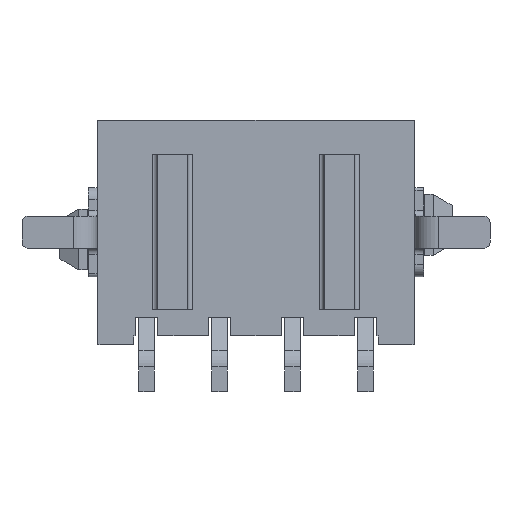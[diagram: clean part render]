
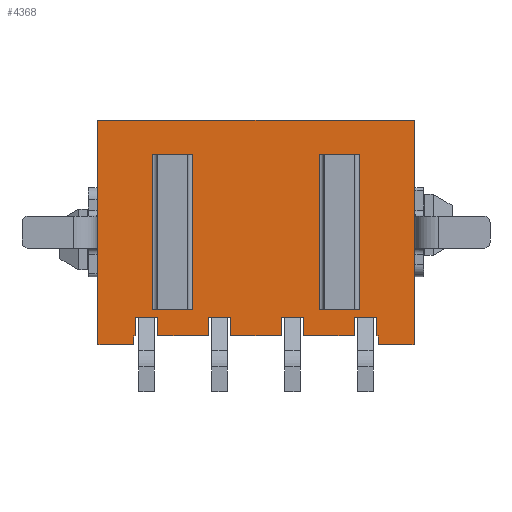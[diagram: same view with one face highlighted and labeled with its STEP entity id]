
A CAD part, front view. The second image highlights one B-rep face of the part: STEP entity #4368.
In plain terms, the highlighted planar face has unit normal (0, -1, 0).
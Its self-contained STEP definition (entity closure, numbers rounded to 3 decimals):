
#72=DIRECTION('',(0.,0.,-1.));
#73=VECTOR('',#72,9.24);
#74=CARTESIAN_POINT('',(-6.5,-1.93,0.));
#75=LINE('',#74,#73);
#120=DIRECTION('',(0.,0.,1.));
#121=VECTOR('',#120,0.76);
#122=CARTESIAN_POINT('',(-4.965,-1.93,-8.87));
#123=LINE('',#122,#121);
#124=DIRECTION('',(1.,0.,0.));
#125=VECTOR('',#124,0.07);
#126=CARTESIAN_POINT('',(-5.035,-1.93,-8.87));
#127=LINE('',#126,#125);
#128=DIRECTION('',(0.,0.,1.));
#129=VECTOR('',#128,0.37);
#130=CARTESIAN_POINT('',(-5.035,-1.93,-9.24));
#131=LINE('',#130,#129);
#132=DIRECTION('',(1.,0.,0.));
#133=VECTOR('',#132,13.);
#134=CARTESIAN_POINT('',(-6.5,-1.93,0.));
#135=LINE('',#134,#133);
#136=DIRECTION('',(0.,0.,1.));
#137=VECTOR('',#136,0.37);
#138=CARTESIAN_POINT('',(5.035,-1.93,-9.24));
#139=LINE('',#138,#137);
#140=DIRECTION('',(1.,0.,0.));
#141=VECTOR('',#140,0.07);
#142=CARTESIAN_POINT('',(4.965,-1.93,-8.87));
#143=LINE('',#142,#141);
#144=DIRECTION('',(0.,0.,-1.));
#145=VECTOR('',#144,0.76);
#146=CARTESIAN_POINT('',(4.965,-1.93,-8.11));
#147=LINE('',#146,#145);
#148=DIRECTION('',(1.,0.,0.));
#149=VECTOR('',#148,0.93);
#150=CARTESIAN_POINT('',(4.035,-1.93,-8.11));
#151=LINE('',#150,#149);
#152=DIRECTION('',(0.,0.,1.));
#153=VECTOR('',#152,0.76);
#154=CARTESIAN_POINT('',(4.035,-1.93,-8.87));
#155=LINE('',#154,#153);
#156=DIRECTION('',(1.,0.,0.));
#157=VECTOR('',#156,2.07);
#158=CARTESIAN_POINT('',(1.965,-1.93,-8.87));
#159=LINE('',#158,#157);
#160=DIRECTION('',(0.,0.,-1.));
#161=VECTOR('',#160,0.76);
#162=CARTESIAN_POINT('',(1.965,-1.93,-8.11));
#163=LINE('',#162,#161);
#164=DIRECTION('',(1.,0.,0.));
#165=VECTOR('',#164,0.93);
#166=CARTESIAN_POINT('',(1.035,-1.93,-8.11));
#167=LINE('',#166,#165);
#168=DIRECTION('',(0.,0.,1.));
#169=VECTOR('',#168,0.76);
#170=CARTESIAN_POINT('',(1.035,-1.93,-8.87));
#171=LINE('',#170,#169);
#172=DIRECTION('',(1.,0.,0.));
#173=VECTOR('',#172,2.07);
#174=CARTESIAN_POINT('',(-1.035,-1.93,-8.87));
#175=LINE('',#174,#173);
#176=DIRECTION('',(0.,0.,-1.));
#177=VECTOR('',#176,0.76);
#178=CARTESIAN_POINT('',(-1.035,-1.93,-8.11));
#179=LINE('',#178,#177);
#180=DIRECTION('',(1.,0.,0.));
#181=VECTOR('',#180,0.93);
#182=CARTESIAN_POINT('',(-1.965,-1.93,-8.11));
#183=LINE('',#182,#181);
#184=DIRECTION('',(0.,0.,1.));
#185=VECTOR('',#184,0.76);
#186=CARTESIAN_POINT('',(-1.965,-1.93,-8.87));
#187=LINE('',#186,#185);
#188=DIRECTION('',(1.,0.,0.));
#189=VECTOR('',#188,2.07);
#190=CARTESIAN_POINT('',(-4.035,-1.93,-8.87));
#191=LINE('',#190,#189);
#192=DIRECTION('',(0.,0.,-1.));
#193=VECTOR('',#192,0.76);
#194=CARTESIAN_POINT('',(-4.035,-1.93,-8.11));
#195=LINE('',#194,#193);
#196=DIRECTION('',(1.,0.,0.));
#197=VECTOR('',#196,0.93);
#198=CARTESIAN_POINT('',(-4.965,-1.93,-8.11));
#199=LINE('',#198,#197);
#200=DIRECTION('',(0.,0.,-1.));
#201=VECTOR('',#200,6.4);
#202=CARTESIAN_POINT('',(-4.25,-1.93,-1.4));
#203=LINE('',#202,#201);
#204=DIRECTION('',(0.,0.,1.));
#205=VECTOR('',#204,6.4);
#206=CARTESIAN_POINT('',(-2.6,-1.93,-7.8));
#207=LINE('',#206,#205);
#208=DIRECTION('',(0.,0.,-1.));
#209=VECTOR('',#208,6.4);
#210=CARTESIAN_POINT('',(2.6,-1.93,-1.4));
#211=LINE('',#210,#209);
#212=DIRECTION('',(0.,0.,1.));
#213=VECTOR('',#212,6.4);
#214=CARTESIAN_POINT('',(4.25,-1.93,-7.8));
#215=LINE('',#214,#213);
#504=DIRECTION('',(1.,0.,0.));
#505=VECTOR('',#504,1.465);
#506=CARTESIAN_POINT('',(-6.5,-1.93,-9.24));
#507=LINE('',#506,#505);
#512=DIRECTION('',(1.,0.,0.));
#513=VECTOR('',#512,1.465);
#514=CARTESIAN_POINT('',(5.035,-1.93,-9.24));
#515=LINE('',#514,#513);
#584=DIRECTION('',(0.,0.,-1.));
#585=VECTOR('',#584,9.24);
#586=CARTESIAN_POINT('',(6.5,-1.93,0.));
#587=LINE('',#586,#585);
#3142=DIRECTION('',(1.,0.,0.));
#3143=VECTOR('',#3142,1.65);
#3144=CARTESIAN_POINT('',(-4.25,-1.93,-1.4));
#3145=LINE('',#3144,#3143);
#3208=DIRECTION('',(1.,0.,0.));
#3209=VECTOR('',#3208,1.65);
#3210=CARTESIAN_POINT('',(2.6,-1.93,-1.4));
#3211=LINE('',#3210,#3209);
#3226=DIRECTION('',(-1.,0.,0.));
#3227=VECTOR('',#3226,1.65);
#3228=CARTESIAN_POINT('',(4.25,-1.93,-7.8));
#3229=LINE('',#3228,#3227);
#3260=DIRECTION('',(-1.,0.,0.));
#3261=VECTOR('',#3260,1.65);
#3262=CARTESIAN_POINT('',(-2.6,-1.93,-7.8));
#3263=LINE('',#3262,#3261);
#3268=CARTESIAN_POINT('',(-6.5,-1.93,0.));
#3269=CARTESIAN_POINT('',(-6.5,-1.93,-9.24));
#3270=VERTEX_POINT('',#3268);
#3271=VERTEX_POINT('',#3269);
#3284=CARTESIAN_POINT('',(6.5,-1.93,0.));
#3285=CARTESIAN_POINT('',(6.5,-1.93,-9.24));
#3286=VERTEX_POINT('',#3284);
#3287=VERTEX_POINT('',#3285);
#3300=CARTESIAN_POINT('',(-5.035,-1.93,-9.24));
#3301=CARTESIAN_POINT('',(-5.035,-1.93,-8.87));
#3302=VERTEX_POINT('',#3300);
#3303=VERTEX_POINT('',#3301);
#3304=CARTESIAN_POINT('',(5.035,-1.93,-9.24));
#3305=CARTESIAN_POINT('',(5.035,-1.93,-8.87));
#3306=VERTEX_POINT('',#3304);
#3307=VERTEX_POINT('',#3305);
#3384=CARTESIAN_POINT('',(4.035,-1.93,-8.87));
#3385=CARTESIAN_POINT('',(4.035,-1.93,-8.11));
#3386=VERTEX_POINT('',#3384);
#3387=VERTEX_POINT('',#3385);
#3388=CARTESIAN_POINT('',(4.965,-1.93,-8.11));
#3389=VERTEX_POINT('',#3388);
#3390=CARTESIAN_POINT('',(4.965,-1.93,-8.87));
#3391=VERTEX_POINT('',#3390);
#3416=CARTESIAN_POINT('',(1.035,-1.93,-8.87));
#3417=CARTESIAN_POINT('',(1.035,-1.93,-8.11));
#3418=VERTEX_POINT('',#3416);
#3419=VERTEX_POINT('',#3417);
#3420=CARTESIAN_POINT('',(1.965,-1.93,-8.11));
#3421=VERTEX_POINT('',#3420);
#3422=CARTESIAN_POINT('',(1.965,-1.93,-8.87));
#3423=VERTEX_POINT('',#3422);
#3740=CARTESIAN_POINT('',(-4.25,-1.93,-1.4));
#3741=CARTESIAN_POINT('',(-4.25,-1.93,-7.8));
#3742=VERTEX_POINT('',#3740);
#3743=VERTEX_POINT('',#3741);
#3748=CARTESIAN_POINT('',(-2.6,-1.93,-7.8));
#3749=CARTESIAN_POINT('',(-2.6,-1.93,-1.4));
#3750=VERTEX_POINT('',#3748);
#3751=VERTEX_POINT('',#3749);
#3756=CARTESIAN_POINT('',(2.6,-1.93,-1.4));
#3757=CARTESIAN_POINT('',(2.6,-1.93,-7.8));
#3758=VERTEX_POINT('',#3756);
#3759=VERTEX_POINT('',#3757);
#3764=CARTESIAN_POINT('',(4.25,-1.93,-7.8));
#3765=CARTESIAN_POINT('',(4.25,-1.93,-1.4));
#3766=VERTEX_POINT('',#3764);
#3767=VERTEX_POINT('',#3765);
#4044=CARTESIAN_POINT('',(-1.965,-1.93,-8.87));
#4045=CARTESIAN_POINT('',(-1.965,-1.93,-8.11));
#4046=VERTEX_POINT('',#4044);
#4047=VERTEX_POINT('',#4045);
#4048=CARTESIAN_POINT('',(-1.035,-1.93,-8.11));
#4049=VERTEX_POINT('',#4048);
#4050=CARTESIAN_POINT('',(-1.035,-1.93,-8.87));
#4051=VERTEX_POINT('',#4050);
#4148=CARTESIAN_POINT('',(-4.965,-1.93,-8.87));
#4149=CARTESIAN_POINT('',(-4.965,-1.93,-8.11));
#4150=VERTEX_POINT('',#4148);
#4151=VERTEX_POINT('',#4149);
#4152=CARTESIAN_POINT('',(-4.035,-1.93,-8.11));
#4153=VERTEX_POINT('',#4152);
#4154=CARTESIAN_POINT('',(-4.035,-1.93,-8.87));
#4155=VERTEX_POINT('',#4154);
#4294=CARTESIAN_POINT('',(-6.5,-1.93,0.));
#4295=DIRECTION('',(0.,-1.,0.));
#4296=DIRECTION('',(0.,0.,-1.));
#4297=AXIS2_PLACEMENT_3D('',#4294,#4295,#4296);
#4298=PLANE('',#4297);
#4300=ORIENTED_EDGE('',*,*,#4299,.F.);
#4302=ORIENTED_EDGE('',*,*,#4301,.F.);
#4304=ORIENTED_EDGE('',*,*,#4303,.F.);
#4306=ORIENTED_EDGE('',*,*,#4305,.F.);
#4307=ORIENTED_EDGE('',*,*,#4257,.F.);
#4309=ORIENTED_EDGE('',*,*,#4308,.T.);
#4311=ORIENTED_EDGE('',*,*,#4310,.T.);
#4313=ORIENTED_EDGE('',*,*,#4312,.F.);
#4315=ORIENTED_EDGE('',*,*,#4314,.T.);
#4317=ORIENTED_EDGE('',*,*,#4316,.F.);
#4319=ORIENTED_EDGE('',*,*,#4318,.F.);
#4321=ORIENTED_EDGE('',*,*,#4320,.F.);
#4323=ORIENTED_EDGE('',*,*,#4322,.F.);
#4325=ORIENTED_EDGE('',*,*,#4324,.F.);
#4327=ORIENTED_EDGE('',*,*,#4326,.F.);
#4329=ORIENTED_EDGE('',*,*,#4328,.F.);
#4331=ORIENTED_EDGE('',*,*,#4330,.F.);
#4333=ORIENTED_EDGE('',*,*,#4332,.F.);
#4335=ORIENTED_EDGE('',*,*,#4334,.F.);
#4337=ORIENTED_EDGE('',*,*,#4336,.F.);
#4339=ORIENTED_EDGE('',*,*,#4338,.F.);
#4341=ORIENTED_EDGE('',*,*,#4340,.F.);
#4343=ORIENTED_EDGE('',*,*,#4342,.F.);
#4345=ORIENTED_EDGE('',*,*,#4344,.F.);
#4346=EDGE_LOOP('',(#4300,#4302,#4304,#4306,#4307,#4309,#4311,#4313,#4315,#4317,
#4319,#4321,#4323,#4325,#4327,#4329,#4331,#4333,#4335,#4337,#4339,#4341,#4343,
#4345));
#4347=FACE_OUTER_BOUND('',#4346,.F.);
#4349=ORIENTED_EDGE('',*,*,#4348,.T.);
#4351=ORIENTED_EDGE('',*,*,#4350,.F.);
#4353=ORIENTED_EDGE('',*,*,#4352,.T.);
#4355=ORIENTED_EDGE('',*,*,#4354,.F.);
#4356=EDGE_LOOP('',(#4349,#4351,#4353,#4355));
#4357=FACE_BOUND('',#4356,.F.);
#4359=ORIENTED_EDGE('',*,*,#4358,.T.);
#4361=ORIENTED_EDGE('',*,*,#4360,.F.);
#4363=ORIENTED_EDGE('',*,*,#4362,.T.);
#4365=ORIENTED_EDGE('',*,*,#4364,.F.);
#4366=EDGE_LOOP('',(#4359,#4361,#4363,#4365));
#4367=FACE_BOUND('',#4366,.F.);
#4368=ADVANCED_FACE('',(#4347,#4357,#4367),#4298,.T.);
#4257=EDGE_CURVE('',#3270,#3271,#75,.T.);
#4299=EDGE_CURVE('',#4150,#4151,#123,.T.);
#4301=EDGE_CURVE('',#3303,#4150,#127,.T.);
#4303=EDGE_CURVE('',#3302,#3303,#131,.T.);
#4305=EDGE_CURVE('',#3271,#3302,#507,.T.);
#4308=EDGE_CURVE('',#3270,#3286,#135,.T.);
#4310=EDGE_CURVE('',#3286,#3287,#587,.T.);
#4312=EDGE_CURVE('',#3306,#3287,#515,.T.);
#4314=EDGE_CURVE('',#3306,#3307,#139,.T.);
#4316=EDGE_CURVE('',#3391,#3307,#143,.T.);
#4318=EDGE_CURVE('',#3389,#3391,#147,.T.);
#4320=EDGE_CURVE('',#3387,#3389,#151,.T.);
#4322=EDGE_CURVE('',#3386,#3387,#155,.T.);
#4324=EDGE_CURVE('',#3423,#3386,#159,.T.);
#4326=EDGE_CURVE('',#3421,#3423,#163,.T.);
#4328=EDGE_CURVE('',#3419,#3421,#167,.T.);
#4330=EDGE_CURVE('',#3418,#3419,#171,.T.);
#4332=EDGE_CURVE('',#4051,#3418,#175,.T.);
#4334=EDGE_CURVE('',#4049,#4051,#179,.T.);
#4336=EDGE_CURVE('',#4047,#4049,#183,.T.);
#4338=EDGE_CURVE('',#4046,#4047,#187,.T.);
#4340=EDGE_CURVE('',#4155,#4046,#191,.T.);
#4342=EDGE_CURVE('',#4153,#4155,#195,.T.);
#4344=EDGE_CURVE('',#4151,#4153,#199,.T.);
#4348=EDGE_CURVE('',#3742,#3743,#203,.T.);
#4350=EDGE_CURVE('',#3750,#3743,#3263,.T.);
#4352=EDGE_CURVE('',#3750,#3751,#207,.T.);
#4354=EDGE_CURVE('',#3742,#3751,#3145,.T.);
#4358=EDGE_CURVE('',#3758,#3759,#211,.T.);
#4360=EDGE_CURVE('',#3766,#3759,#3229,.T.);
#4362=EDGE_CURVE('',#3766,#3767,#215,.T.);
#4364=EDGE_CURVE('',#3758,#3767,#3211,.T.);
